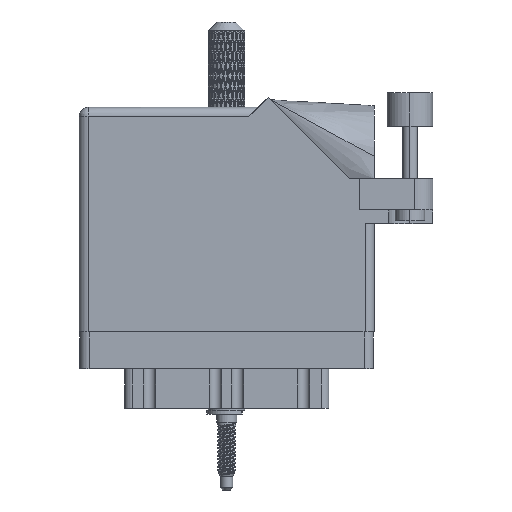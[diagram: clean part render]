
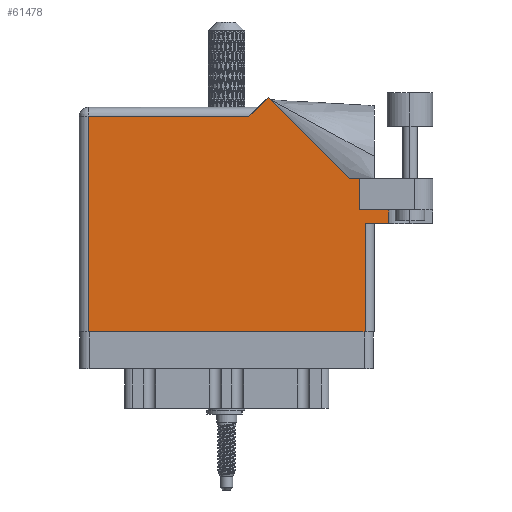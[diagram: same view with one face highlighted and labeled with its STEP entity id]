
A CAD part, front view. The second image highlights one B-rep face of the part: STEP entity #61478.
In plain terms, the highlighted face is planar.
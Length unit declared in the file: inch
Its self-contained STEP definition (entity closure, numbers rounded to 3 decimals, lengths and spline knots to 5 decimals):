
#1490 = VERTEX_POINT ( 'NONE', #65204 ) ;
#1903 = ORIENTED_EDGE ( 'NONE', *, *, #66614, .T. ) ;
#1916 = CARTESIAN_POINT ( 'NONE',  ( 2.01, 0.737, 0. ) ) ;
#3668 = ORIENTED_EDGE ( 'NONE', *, *, #57864, .T. ) ;
#3900 = DIRECTION ( 'NONE',  ( 1., 0., 0. ) ) ;
#5242 = CARTESIAN_POINT ( 'NONE',  ( 1.84442, 1.044, 0. ) ) ;
#8410 = ORIENTED_EDGE ( 'NONE', *, *, #46061, .T. ) ;
#10286 = CARTESIAN_POINT ( 'NONE',  ( 0., 0., 0. ) ) ;
#14388 = CARTESIAN_POINT ( 'NONE',  ( 1.91, 0.831, 0. ) ) ;
#14455 = VERTEX_POINT ( 'NONE', #37553 ) ;
#15500 = DIRECTION ( 'NONE',  ( -1., 0., 0. ) ) ;
#17743 = CARTESIAN_POINT ( 'NONE',  ( 0.062, 0., 0. ) ) ;
#18695 = LINE ( 'NONE', #19766, #64010 ) ;
#19766 = CARTESIAN_POINT ( 'NONE',  ( 2.1115, 1.16177, 0. ) ) ;
#21954 = VERTEX_POINT ( 'NONE', #22564 ) ;
#22083 = CARTESIAN_POINT ( 'NONE',  ( 1.217, 1.53, 0. ) ) ;
#22370 = CARTESIAN_POINT ( 'NONE',  ( 1.84442, 1.044, 0. ) ) ;
#22386 = VECTOR ( 'NONE', #85388, 39.37008 ) ;
#22564 = CARTESIAN_POINT ( 'NONE',  ( 2.1115, 0.737, 0. ) ) ;
#23407 = CARTESIAN_POINT ( 'NONE',  ( 1.28771, 1.60071, 0. ) ) ;
#25253 = LINE ( 'NONE', #1916, #63004 ) ;
#27185 = VERTEX_POINT ( 'NONE', #48634 ) ;
#27227 = DIRECTION ( 'NONE',  ( -1., 0., 0. ) ) ;
#27874 = ORIENTED_EDGE ( 'NONE', *, *, #101310, .T. ) ;
#29107 = ORIENTED_EDGE ( 'NONE', *, *, #34501, .T. ) ;
#34501 = EDGE_CURVE ( 'NONE', #99303, #79067, #51710, .T. ) ;
#35207 = FACE_OUTER_BOUND ( 'NONE', #78739, .T. ) ;
#36961 = ORIENTED_EDGE ( 'NONE', *, *, #46640, .T. ) ;
#37553 = CARTESIAN_POINT ( 'NONE',  ( 1.948, 0.737, 0. ) ) ;
#37617 = LINE ( 'NONE', #68878, #61380 ) ;
#41628 = VERTEX_POINT ( 'NONE', #80437 ) ;
#42777 = VECTOR ( 'NONE', #86897, 39.37008 ) ;
#45646 = LINE ( 'NONE', #14388, #95999 ) ;
#46012 = ORIENTED_EDGE ( 'NONE', *, *, #58897, .T. ) ;
#46061 = EDGE_CURVE ( 'NONE', #54886, #41628, #83821, .T. ) ;
#46640 = EDGE_CURVE ( 'NONE', #14455, #21954, #25253, .T. ) ;
#46923 = VERTEX_POINT ( 'NONE', #23407 ) ;
#48634 = CARTESIAN_POINT ( 'NONE',  ( 1.155, 1.468, 0. ) ) ;
#51710 = LINE ( 'NONE', #65973, #75133 ) ;
#51888 = VERTEX_POINT ( 'NONE', #96318 ) ;
#52101 = DIRECTION ( 'NONE',  ( 0., -1., 0. ) ) ;
#53578 = CARTESIAN_POINT ( 'NONE',  ( 1.91, 0.831, 0. ) ) ;
#53725 = ORIENTED_EDGE ( 'NONE', *, *, #89285, .T. ) ;
#54886 = VERTEX_POINT ( 'NONE', #101232 ) ;
#56613 = DIRECTION ( 'NONE',  ( 1., 0., 0. ) ) ;
#57864 = EDGE_CURVE ( 'NONE', #72419, #46923, #61422, .T. ) ;
#58897 = EDGE_CURVE ( 'NONE', #46923, #27185, #76717, .T. ) ;
#59580 = PLANE ( 'NONE',  #69944 ) ;
#60618 = DIRECTION ( 'NONE',  ( 0., 0., -1. ) ) ;
#60700 = ORIENTED_EDGE ( 'NONE', *, *, #74208, .F. ) ;
#61380 = VECTOR ( 'NONE', #101273, 39.37008 ) ;
#61420 = CARTESIAN_POINT ( 'NONE',  ( 0.062, 1.468, 0. ) ) ;
#61422 = LINE ( 'NONE', #5242, #42777 ) ;
#61478 = ADVANCED_FACE ( 'NONE', ( #35207 ), #59580, .F. ) ;
#62530 = DIRECTION ( 'NONE',  ( -1., 0., 0. ) ) ;
#62676 = VECTOR ( 'NONE', #62530, 39.37008 ) ;
#63004 = VECTOR ( 'NONE', #56613, 39.37008 ) ;
#63119 = DIRECTION ( 'NONE',  ( 1., 0., 0. ) ) ;
#64010 = VECTOR ( 'NONE', #52101, 39.37008 ) ;
#65204 = CARTESIAN_POINT ( 'NONE',  ( 1.948, 0., 0. ) ) ;
#65973 = CARTESIAN_POINT ( 'NONE',  ( 0.062, 0., 0. ) ) ;
#66614 = EDGE_CURVE ( 'NONE', #41628, #72419, #88676, .T. ) ;
#68470 = ORIENTED_EDGE ( 'NONE', *, *, #86514, .T. ) ;
#68878 = CARTESIAN_POINT ( 'NONE',  ( 1.948, 0.737, 0. ) ) ;
#69944 = AXIS2_PLACEMENT_3D ( 'NONE', #75494, #60618, #27227 ) ;
#70286 = EDGE_CURVE ( 'NONE', #51888, #21954, #18695, .T. ) ;
#72211 = CARTESIAN_POINT ( 'NONE',  ( 2.41, 1.044, 0. ) ) ;
#72419 = VERTEX_POINT ( 'NONE', #22370 ) ;
#72982 = CARTESIAN_POINT ( 'NONE',  ( 0., 1.468, 0. ) ) ;
#74208 = EDGE_CURVE ( 'NONE', #54886, #51888, #45646, .T. ) ;
#75133 = VECTOR ( 'NONE', #98358, 39.37008 ) ;
#75494 = CARTESIAN_POINT ( 'NONE',  ( 0., 1.53, 0. ) ) ;
#76717 = LINE ( 'NONE', #22083, #83044 ) ;
#78739 = EDGE_LOOP ( 'NONE', ( #53725, #27874, #36961, #93192, #60700, #8410, #1903, #3668, #46012, #68470, #29107 ) ) ;
#79067 = VERTEX_POINT ( 'NONE', #17743 ) ;
#80437 = CARTESIAN_POINT ( 'NONE',  ( 1.91, 1.044, 0. ) ) ;
#80442 = VECTOR ( 'NONE', #15500, 39.37008 ) ;
#83044 = VECTOR ( 'NONE', #101644, 39.37008 ) ;
#83821 = LINE ( 'NONE', #53578, #22386 ) ;
#84649 = VECTOR ( 'NONE', #3900, 39.37008 ) ;
#85388 = DIRECTION ( 'NONE',  ( 0., 1., 0. ) ) ;
#86514 = EDGE_CURVE ( 'NONE', #27185, #99303, #102373, .T. ) ;
#86897 = DIRECTION ( 'NONE',  ( -0.707, 0.707, 0. ) ) ;
#88676 = LINE ( 'NONE', #72211, #80442 ) ;
#89285 = EDGE_CURVE ( 'NONE', #79067, #1490, #91380, .T. ) ;
#91380 = LINE ( 'NONE', #10286, #84649 ) ;
#93192 = ORIENTED_EDGE ( 'NONE', *, *, #70286, .F. ) ;
#95999 = VECTOR ( 'NONE', #63119, 39.37008 ) ;
#96318 = CARTESIAN_POINT ( 'NONE',  ( 2.1115, 0.831, 0. ) ) ;
#98358 = DIRECTION ( 'NONE',  ( 0., -1., 0. ) ) ;
#99303 = VERTEX_POINT ( 'NONE', #61420 ) ;
#101232 = CARTESIAN_POINT ( 'NONE',  ( 1.91, 0.831, 0. ) ) ;
#101273 = DIRECTION ( 'NONE',  ( 0., 1., 0. ) ) ;
#101310 = EDGE_CURVE ( 'NONE', #1490, #14455, #37617, .T. ) ;
#101644 = DIRECTION ( 'NONE',  ( -0.707, -0.707, 0. ) ) ;
#102373 = LINE ( 'NONE', #72982, #62676 ) ;
